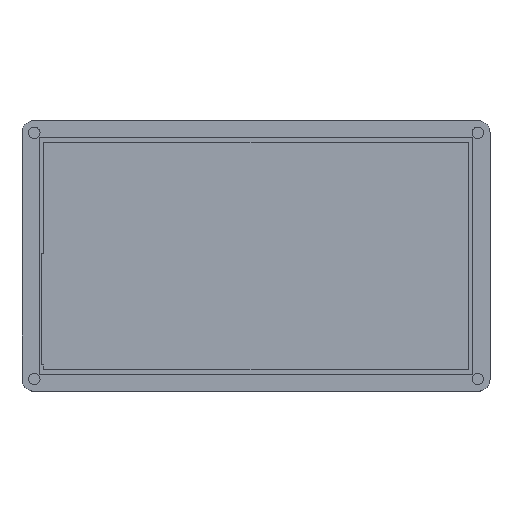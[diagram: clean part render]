
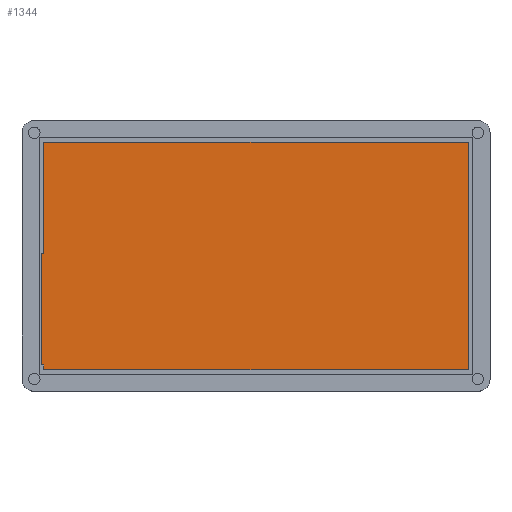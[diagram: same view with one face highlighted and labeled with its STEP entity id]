
A CAD part, top view. The second image highlights one B-rep face of the part: STEP entity #1344.
In plain terms, the highlighted planar face has unit normal (0, 0, 1).
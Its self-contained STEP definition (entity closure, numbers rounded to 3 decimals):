
#1055 = EDGE_CURVE('',#1056,#1058,#1060,.T.);
#1056 = VERTEX_POINT('',#1057);
#1057 = CARTESIAN_POINT('',(-35.203,19.195,-10.2));
#1058 = VERTEX_POINT('',#1059);
#1059 = CARTESIAN_POINT('',(-35.203,-19.205,-10.2));
#1060 = LINE('',#1061,#1062);
#1061 = CARTESIAN_POINT('',(-35.203,19.195,-10.2));
#1062 = VECTOR('',#1063,1.);
#1063 = DIRECTION('',(0.,-1.,0.));
#1344 = ADVANCED_FACE('',(#1345),#1370,.T.);
#1345 = FACE_BOUND('',#1346,.T.);
#1346 = EDGE_LOOP('',(#1347,#1355,#1363,#1369));
#1347 = ORIENTED_EDGE('',*,*,#1348,.T.);
#1348 = EDGE_CURVE('',#1058,#1349,#1351,.T.);
#1349 = VERTEX_POINT('',#1350);
#1350 = CARTESIAN_POINT('',(35.203,-19.205,-10.2));
#1351 = LINE('',#1352,#1353);
#1352 = CARTESIAN_POINT('',(-35.203,-19.205,-10.2));
#1353 = VECTOR('',#1354,1.);
#1354 = DIRECTION('',(1.,0.,0.));
#1355 = ORIENTED_EDGE('',*,*,#1356,.T.);
#1356 = EDGE_CURVE('',#1349,#1357,#1359,.T.);
#1357 = VERTEX_POINT('',#1358);
#1358 = CARTESIAN_POINT('',(35.203,19.195,-10.2));
#1359 = LINE('',#1360,#1361);
#1360 = CARTESIAN_POINT('',(35.203,-19.205,-10.2));
#1361 = VECTOR('',#1362,1.);
#1362 = DIRECTION('',(0.,1.,0.));
#1363 = ORIENTED_EDGE('',*,*,#1364,.T.);
#1364 = EDGE_CURVE('',#1357,#1056,#1365,.T.);
#1365 = LINE('',#1366,#1367);
#1366 = CARTESIAN_POINT('',(35.203,19.195,-10.2));
#1367 = VECTOR('',#1368,1.);
#1368 = DIRECTION('',(-1.,0.,0.));
#1369 = ORIENTED_EDGE('',*,*,#1055,.T.);
#1370 = PLANE('',#1371);
#1371 = AXIS2_PLACEMENT_3D('',#1372,#1373,#1374);
#1372 = CARTESIAN_POINT('',(-0.002,-0.003,
    -10.2));
#1373 = DIRECTION('',(0.,0.,1.));
#1374 = DIRECTION('',(1.,0.,0.));
